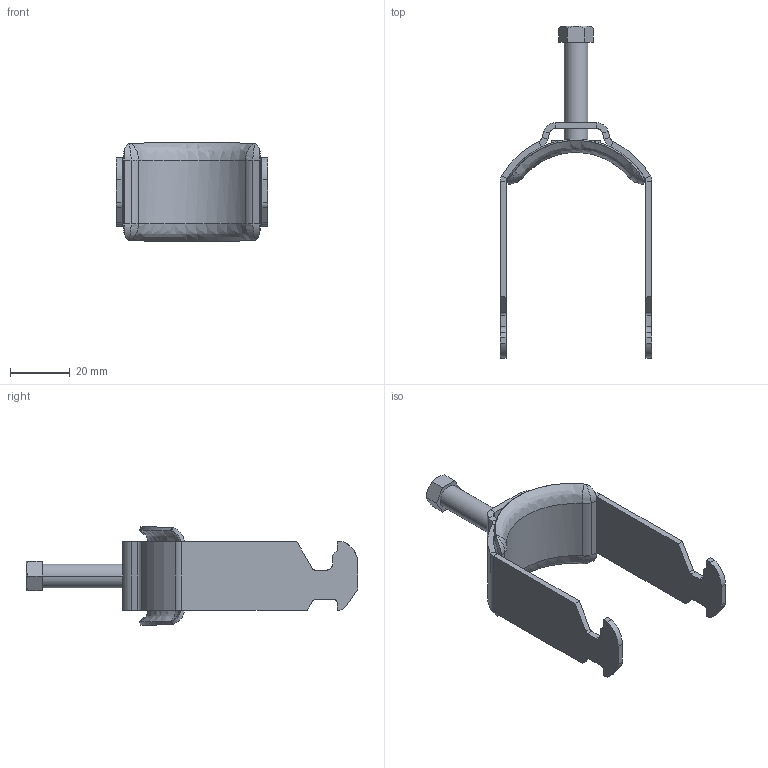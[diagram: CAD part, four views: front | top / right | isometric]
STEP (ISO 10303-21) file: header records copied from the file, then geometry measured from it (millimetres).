
FILE_DESCRIPTION(/* description */ (''),/* implementation_level */ '2;1');
FILE_NAME(/* name */ '1156063',/* time_stamp */ '2015-05-28T08:32:09+02:00',/* author */ (''),/* organization */ (''),/* preprocessor_version */ 'ST-DEVELOPER v15',/* originating_system */ '',/* authorisation */ '');
FILE_SCHEMA (('CONFIG_CONTROL_DESIGN'));
Length unit declared in the file: millimetre
Products named in the file (2): Document; Block 01
Assembly tree (1 placements, depth 2):
  Document
    Block 01
Bounding box: 51 x 111.5 x 33.08 mm (x, y, z)
Volume: 10045.2 mm3; surface area: 14078.5 mm2
Topology: 2 solids, 3 shells, 230 faces, 548 edges, 334 vertices
Faces by surface type: plane 123, bspline 107
Entity records: 9407 total; most frequent: CARTESIAN_POINT 5688, ORIENTED_EDGE 1092, EDGE_CURVE 548, B_SPLINE_CURVE_WITH_KNOTS 420, VERTEX_POINT 334, EDGE_LOOP 244, ADVANCED_FACE 230, FACE_OUTER_BOUND 230
